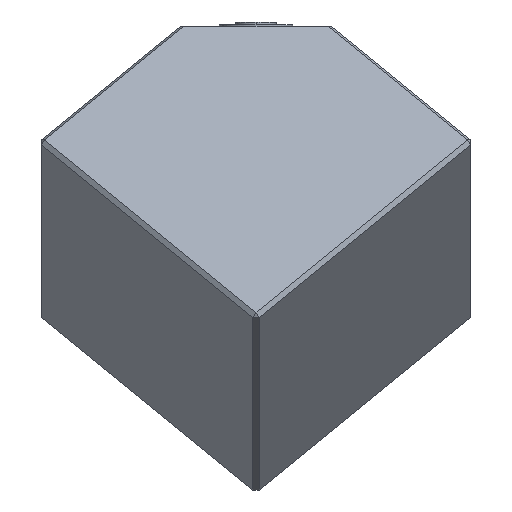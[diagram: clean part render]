
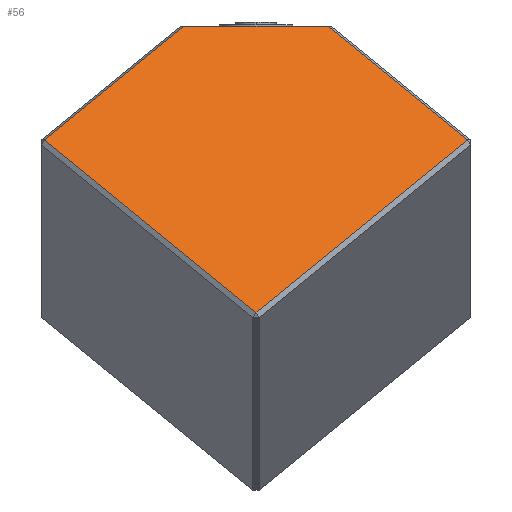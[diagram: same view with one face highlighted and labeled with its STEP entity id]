
A CAD part, front view. The second image highlights one B-rep face of the part: STEP entity #56.
In plain terms, the highlighted planar face has unit normal (0, -0.817, 0.577).
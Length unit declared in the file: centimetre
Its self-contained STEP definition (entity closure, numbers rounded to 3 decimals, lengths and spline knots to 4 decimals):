
#56=ADVANCED_FACE($,(#151),#1188,.T.);
#151=FACE_OUTER_BOUND($,#248,.T.);
#248=EDGE_LOOP($,(#493,#494,#495,#496,#497));
#493=ORIENTED_EDGE($,*,*,#854,.T.);
#494=ORIENTED_EDGE($,*,*,#848,.F.);
#495=ORIENTED_EDGE($,*,*,#855,.T.);
#496=ORIENTED_EDGE($,*,*,#856,.T.);
#497=ORIENTED_EDGE($,*,*,#857,.T.);
#848=EDGE_CURVE($,#1044,#1045,#1371,.T.);
#854=EDGE_CURVE($,#1048,#1045,#1377,.T.);
#855=EDGE_CURVE($,#1044,#1049,#1378,.T.);
#856=EDGE_CURVE($,#1049,#1050,#1379,.T.);
#857=EDGE_CURVE($,#1050,#1048,#1380,.T.);
#1044=VERTEX_POINT($,#2223);
#1045=VERTEX_POINT($,#2224);
#1048=VERTEX_POINT($,#2227);
#1049=VERTEX_POINT($,#2228);
#1050=VERTEX_POINT($,#2229);
#1188=PLANE($,#1558);
#1371=B_SPLINE_CURVE_WITH_KNOTS($,1,(#1939,#1940),.UNSPECIFIED.,.F.,.F.,
(2,2),(0.,98.6325),.UNSPECIFIED.);
#1377=B_SPLINE_CURVE_WITH_KNOTS($,3,(#1957,#1958,#1959,#1960),.UNSPECIFIED.,
.F.,.F.,(4,4),(0.,134.2563),.UNSPECIFIED.);
#1378=B_SPLINE_CURVE_WITH_KNOTS($,3,(#1961,#1962,#1963,#1964),.UNSPECIFIED.,
.F.,.F.,(4,4),(0.,134.2563),.UNSPECIFIED.);
#1379=B_SPLINE_CURVE_WITH_KNOTS($,3,(#1965,#1966,#1967,#1968),.UNSPECIFIED.,
.F.,.F.,(4,4),(0.,204.),.UNSPECIFIED.);
#1380=B_SPLINE_CURVE_WITH_KNOTS($,3,(#1969,#1970,#1971,#1972),.UNSPECIFIED.,
.F.,.F.,(4,4),(0.,204.),.UNSPECIFIED.);
#1558=AXIS2_PLACEMENT_3D($,#2139,#1620,$);
#1620=DIRECTION($,(0.,-0.816,0.577));
#1939=CARTESIAN_POINT($,(-49.3163,-30.9223,-3.));
#1940=CARTESIAN_POINT($,(49.3163,-30.9223,-3.));
#1957=CARTESIAN_POINT($,(144.2498,-85.7321,-80.5129));
#1958=CARTESIAN_POINT($,(112.6053,-67.4622,-54.6753));
#1959=CARTESIAN_POINT($,(80.9608,-49.1922,-28.8376));
#1960=CARTESIAN_POINT($,(49.3163,-30.9223,-3.));
#1961=CARTESIAN_POINT($,(-49.3163,-30.9223,-3.));
#1962=CARTESIAN_POINT($,(-80.9608,-49.1922,-28.8376));
#1963=CARTESIAN_POINT($,(-112.6053,-67.4622,-54.6753));
#1964=CARTESIAN_POINT($,(-144.2498,-85.7321,-80.5129));
#1965=CARTESIAN_POINT($,(-144.2498,-85.7321,-80.5129));
#1966=CARTESIAN_POINT($,(-96.1665,-113.493,-119.7727));
#1967=CARTESIAN_POINT($,(-48.0833,-141.2539,-159.0325));
#1968=CARTESIAN_POINT($,(0.,-169.0148,-198.2923));
#1969=CARTESIAN_POINT($,(0.,-169.0148,-198.2923));
#1970=CARTESIAN_POINT($,(48.0833,-141.2539,-159.0325));
#1971=CARTESIAN_POINT($,(96.1665,-113.493,-119.7727));
#1972=CARTESIAN_POINT($,(144.2498,-85.7321,-80.5129));
#2139=CARTESIAN_POINT($,(147.1348,-170.3957,-200.2453));
#2223=CARTESIAN_POINT($,(-49.3163,-30.9223,-3.));
#2224=CARTESIAN_POINT($,(49.3163,-30.9223,-3.));
#2227=CARTESIAN_POINT($,(144.2498,-85.7321,-80.5129));
#2228=CARTESIAN_POINT($,(-144.2498,-85.7321,-80.5129));
#2229=CARTESIAN_POINT($,(0.,-169.0148,-198.2923));
